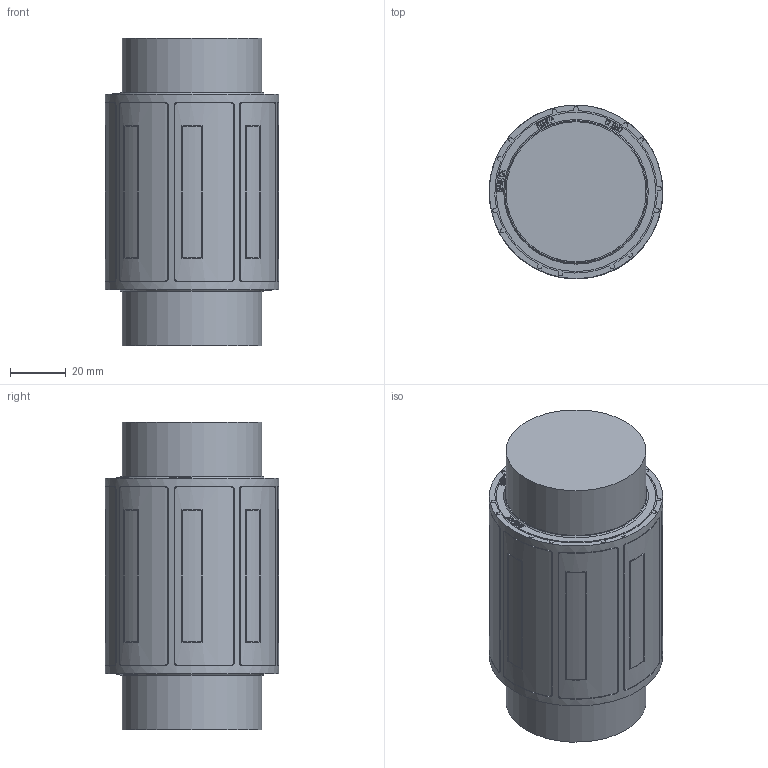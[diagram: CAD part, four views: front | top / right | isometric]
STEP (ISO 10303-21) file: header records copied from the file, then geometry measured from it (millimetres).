
FILE_DESCRIPTION(/* description */ (''),/* implementation_level */ '2;1');
FILE_NAME(/* name */ 'CLB 50 UU.stp',/* time_stamp */ '2017-12-22T13:16:29+09:00',/* author */ ('Administrator'),/* organization */ (''),/* preprocessor_version */ 'ST-DEVELOPER v15.6',/* originating_system */ 'Autodesk Inventor 2015',/* authorisation */ '');
FILE_SCHEMA (('AUTOMOTIVE_DESIGN { 1 0 10303 214 3 1 1 }'));
Length unit declared in the file: millimetre
Products named in the file (1): CLB 50 UU
Bounding box: 62 x 62 x 110 mm (x, y, z)
Volume: 283886.5 mm3; surface area: 84960.1 mm2
Topology: 1 solids, 1 shells, 1333 faces, 3790 edges, 2506 vertices
Faces by surface type: bspline 592, plane 486, cylinder 253, cone 2
Full cylindrical faces by diameter (mm): 50 x2, 57 x2, 62 x1
Entity records: 44818 total; most frequent: CARTESIAN_POINT 14136, ORIENTED_EDGE 7556, DIRECTION 4316, EDGE_CURVE 3778, VERTEX_POINT 2502, LINE 2100, VECTOR 2100, EDGE_LOOP 1420
